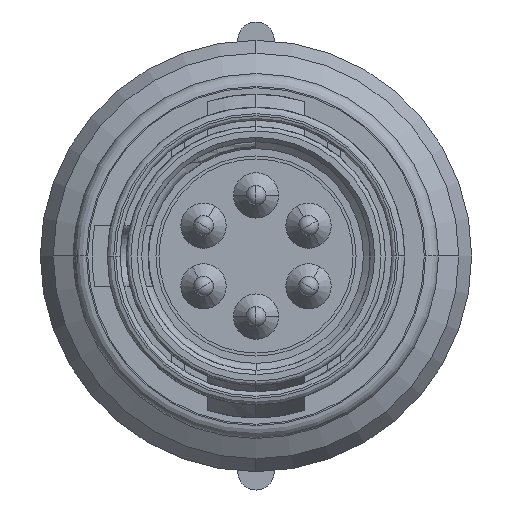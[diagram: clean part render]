
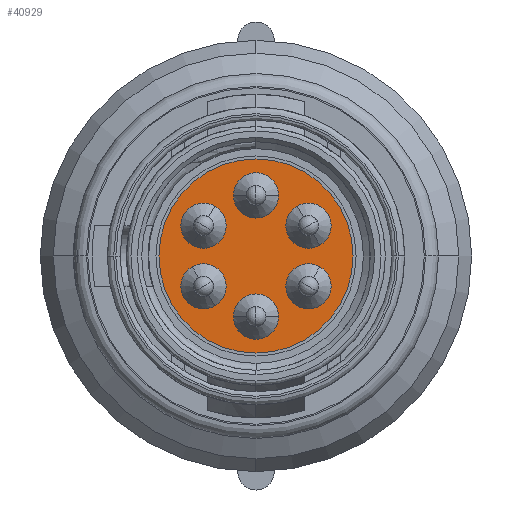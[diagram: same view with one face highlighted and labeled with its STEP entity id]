
A CAD part, left-side view. The second image highlights one B-rep face of the part: STEP entity #40929.
In plain terms, the highlighted face is planar.
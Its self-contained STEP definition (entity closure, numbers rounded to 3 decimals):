
#2692 = FACE_OUTER_BOUND ( 'NONE', #42962, .T. ) ;
#6608 = AXIS2_PLACEMENT_3D ( 'NONE', #21136, #65951, #32866 ) ;
#10495 = CARTESIAN_POINT ( 'NONE',  ( 0., 0., 0. ) ) ;
#12682 = CARTESIAN_POINT ( 'NONE',  ( 0., 0., -2.25 ) ) ;
#13852 = VERTEX_POINT ( 'NONE', #12682 ) ;
#17250 = CARTESIAN_POINT ( 'NONE',  ( 0., 0., 0. ) ) ;
#21136 = CARTESIAN_POINT ( 'NONE',  ( 0., 0., 0. ) ) ;
#28336 = EDGE_CURVE ( 'NONE', #44775, #13852, #60723, .T. ) ;
#28749 = DIRECTION ( 'NONE',  ( 0., 0., -1. ) ) ;
#32011 = DIRECTION ( 'NONE',  ( 0., -1., 0. ) ) ;
#32866 = DIRECTION ( 'NONE',  ( 0., 0., -1. ) ) ;
#34474 = PLANE ( 'NONE',  #59094 ) ;
#37539 = DIRECTION ( 'NONE',  ( 0., 0., -1. ) ) ;
#40929 = ADVANCED_FACE ( 'NONE', ( #2692 ), #34474, .T. ) ;
#42962 = EDGE_LOOP ( 'NONE', ( #48663, #43648 ) ) ;
#43648 = ORIENTED_EDGE ( 'NONE', *, *, #28336, .T. ) ;
#44370 = AXIS2_PLACEMENT_3D ( 'NONE', #10495, #32011, #37539 ) ;
#44775 = VERTEX_POINT ( 'NONE', #59461 ) ;
#48663 = ORIENTED_EDGE ( 'NONE', *, *, #64332, .T. ) ;
#51009 = DIRECTION ( 'NONE',  ( 0., -1., 0. ) ) ;
#59094 = AXIS2_PLACEMENT_3D ( 'NONE', #17250, #51009, #28749 ) ;
#59461 = CARTESIAN_POINT ( 'NONE',  ( 0., 0., 2.25 ) ) ;
#60723 = CIRCLE ( 'NONE', #6608, 2.25 ) ;
#64090 = CIRCLE ( 'NONE', #44370, 2.25 ) ;
#64332 = EDGE_CURVE ( 'NONE', #13852, #44775, #64090, .T. ) ;
#65951 = DIRECTION ( 'NONE',  ( 0., -1., 0. ) ) ;
